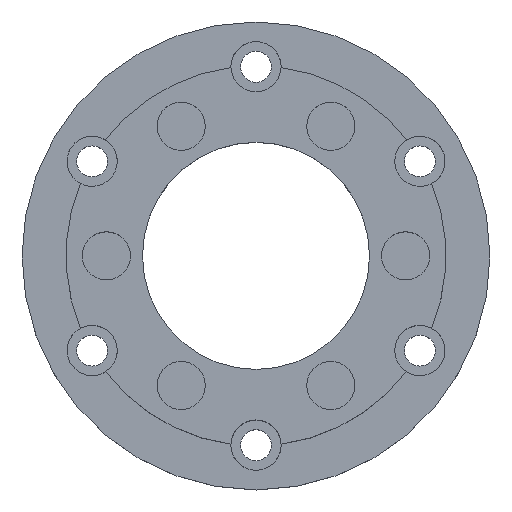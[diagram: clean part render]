
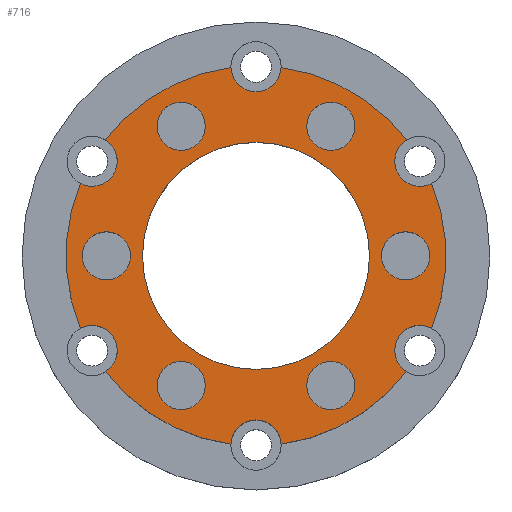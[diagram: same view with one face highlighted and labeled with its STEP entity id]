
A CAD part, top view. The second image highlights one B-rep face of the part: STEP entity #716.
In plain terms, the highlighted planar face has unit normal (0, 0, 1).
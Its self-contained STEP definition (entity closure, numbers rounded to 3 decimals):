
#23=FACE_BOUND('',#138,.T.);
#24=FACE_BOUND('',#139,.T.);
#25=FACE_BOUND('',#140,.T.);
#26=FACE_BOUND('',#141,.T.);
#27=FACE_BOUND('',#142,.T.);
#28=FACE_BOUND('',#143,.T.);
#29=FACE_BOUND('',#144,.T.);
#51=PLANE('',#831);
#86=FACE_OUTER_BOUND('',#137,.T.);
#137=EDGE_LOOP('',(#595,#596,#597,#598,#599,#600,#601,#602,#603,#604,#605,
#606,#607,#608));
#138=EDGE_LOOP('',(#609));
#139=EDGE_LOOP('',(#610));
#140=EDGE_LOOP('',(#611));
#141=EDGE_LOOP('',(#612));
#142=EDGE_LOOP('',(#613));
#143=EDGE_LOOP('',(#614));
#144=EDGE_LOOP('',(#615));
#227=CIRCLE('',#741,3.5);
#229=CIRCLE('',#745,3.5);
#231=CIRCLE('',#749,3.5);
#233=CIRCLE('',#753,3.5);
#235=CIRCLE('',#757,3.5);
#237=CIRCLE('',#761,3.5);
#271=CIRCLE('',#806,3.65);
#272=CIRCLE('',#808,27.6);
#273=CIRCLE('',#810,3.65);
#274=CIRCLE('',#812,27.6);
#275=CIRCLE('',#814,3.65);
#276=CIRCLE('',#816,27.6);
#277=CIRCLE('',#818,3.65);
#278=CIRCLE('',#820,27.6);
#279=CIRCLE('',#822,3.65);
#280=CIRCLE('',#823,3.65);
#281=CIRCLE('',#825,27.6);
#282=CIRCLE('',#827,3.65);
#283=CIRCLE('',#828,3.65);
#284=CIRCLE('',#830,27.6);
#285=CIRCLE('',#832,16.5);
#293=VERTEX_POINT('',#1104);
#295=VERTEX_POINT('',#1111);
#297=VERTEX_POINT('',#1118);
#299=VERTEX_POINT('',#1125);
#301=VERTEX_POINT('',#1132);
#303=VERTEX_POINT('',#1139);
#337=VERTEX_POINT('',#1220);
#338=VERTEX_POINT('',#1222);
#339=VERTEX_POINT('',#1227);
#340=VERTEX_POINT('',#1231);
#341=VERTEX_POINT('',#1236);
#342=VERTEX_POINT('',#1240);
#343=VERTEX_POINT('',#1245);
#344=VERTEX_POINT('',#1249);
#345=VERTEX_POINT('',#1254);
#346=VERTEX_POINT('',#1258);
#347=VERTEX_POINT('',#1261);
#348=VERTEX_POINT('',#1265);
#349=VERTEX_POINT('',#1269);
#350=VERTEX_POINT('',#1272);
#351=VERTEX_POINT('',#1278);
#359=EDGE_CURVE('',#293,#293,#227,.T.);
#362=EDGE_CURVE('',#295,#295,#229,.T.);
#365=EDGE_CURVE('',#297,#297,#231,.T.);
#368=EDGE_CURVE('',#299,#299,#233,.T.);
#371=EDGE_CURVE('',#301,#301,#235,.T.);
#374=EDGE_CURVE('',#303,#303,#237,.T.);
#411=EDGE_CURVE('',#338,#337,#271,.T.);
#414=EDGE_CURVE('',#339,#338,#272,.T.);
#416=EDGE_CURVE('',#340,#339,#273,.T.);
#419=EDGE_CURVE('',#341,#340,#274,.T.);
#421=EDGE_CURVE('',#342,#341,#275,.T.);
#424=EDGE_CURVE('',#343,#342,#276,.T.);
#426=EDGE_CURVE('',#344,#343,#277,.T.);
#429=EDGE_CURVE('',#345,#344,#278,.T.);
#431=EDGE_CURVE('',#346,#345,#279,.T.);
#433=EDGE_CURVE('',#347,#346,#280,.T.);
#435=EDGE_CURVE('',#348,#347,#281,.T.);
#437=EDGE_CURVE('',#349,#348,#282,.T.);
#439=EDGE_CURVE('',#350,#349,#283,.T.);
#441=EDGE_CURVE('',#337,#350,#284,.T.);
#442=EDGE_CURVE('',#351,#351,#285,.T.);
#595=ORIENTED_EDGE('',*,*,#441,.T.);
#596=ORIENTED_EDGE('',*,*,#439,.T.);
#597=ORIENTED_EDGE('',*,*,#437,.T.);
#598=ORIENTED_EDGE('',*,*,#435,.T.);
#599=ORIENTED_EDGE('',*,*,#433,.T.);
#600=ORIENTED_EDGE('',*,*,#431,.T.);
#601=ORIENTED_EDGE('',*,*,#429,.T.);
#602=ORIENTED_EDGE('',*,*,#426,.T.);
#603=ORIENTED_EDGE('',*,*,#424,.T.);
#604=ORIENTED_EDGE('',*,*,#421,.T.);
#605=ORIENTED_EDGE('',*,*,#419,.T.);
#606=ORIENTED_EDGE('',*,*,#416,.T.);
#607=ORIENTED_EDGE('',*,*,#414,.T.);
#608=ORIENTED_EDGE('',*,*,#411,.T.);
#609=ORIENTED_EDGE('',*,*,#359,.T.);
#610=ORIENTED_EDGE('',*,*,#362,.T.);
#611=ORIENTED_EDGE('',*,*,#365,.T.);
#612=ORIENTED_EDGE('',*,*,#368,.T.);
#613=ORIENTED_EDGE('',*,*,#371,.T.);
#614=ORIENTED_EDGE('',*,*,#374,.T.);
#615=ORIENTED_EDGE('',*,*,#442,.T.);
#716=ADVANCED_FACE('',(#86,#23,#24,#25,#26,#27,#28,#29),#51,.T.);
#741=AXIS2_PLACEMENT_3D('',#1105,#853,#854);
#745=AXIS2_PLACEMENT_3D('',#1112,#862,#863);
#749=AXIS2_PLACEMENT_3D('',#1119,#871,#872);
#753=AXIS2_PLACEMENT_3D('',#1126,#880,#881);
#757=AXIS2_PLACEMENT_3D('',#1133,#889,#890);
#761=AXIS2_PLACEMENT_3D('',#1140,#898,#899);
#806=AXIS2_PLACEMENT_3D('',#1223,#991,#992);
#808=AXIS2_PLACEMENT_3D('',#1228,#997,#998);
#810=AXIS2_PLACEMENT_3D('',#1232,#1002,#1003);
#812=AXIS2_PLACEMENT_3D('',#1237,#1008,#1009);
#814=AXIS2_PLACEMENT_3D('',#1241,#1013,#1014);
#816=AXIS2_PLACEMENT_3D('',#1246,#1019,#1020);
#818=AXIS2_PLACEMENT_3D('',#1250,#1024,#1025);
#820=AXIS2_PLACEMENT_3D('',#1255,#1030,#1031);
#822=AXIS2_PLACEMENT_3D('',#1259,#1035,#1036);
#823=AXIS2_PLACEMENT_3D('',#1262,#1038,#1039);
#825=AXIS2_PLACEMENT_3D('',#1266,#1043,#1044);
#827=AXIS2_PLACEMENT_3D('',#1270,#1048,#1049);
#828=AXIS2_PLACEMENT_3D('',#1273,#1051,#1052);
#830=AXIS2_PLACEMENT_3D('',#1276,#1056,#1057);
#831=AXIS2_PLACEMENT_3D('',#1277,#1058,#1059);
#832=AXIS2_PLACEMENT_3D('',#1279,#1060,#1061);
#853=DIRECTION('center_axis',(0.,0.,-1.));
#854=DIRECTION('ref_axis',(-1.,0.,0.));
#862=DIRECTION('center_axis',(0.,0.,-1.));
#863=DIRECTION('ref_axis',(-1.,0.,0.));
#871=DIRECTION('center_axis',(0.,0.,-1.));
#872=DIRECTION('ref_axis',(-1.,0.,0.));
#880=DIRECTION('center_axis',(0.,0.,-1.));
#881=DIRECTION('ref_axis',(-1.,0.,0.));
#889=DIRECTION('center_axis',(0.,0.,-1.));
#890=DIRECTION('ref_axis',(-1.,0.,0.));
#898=DIRECTION('center_axis',(0.,0.,-1.));
#899=DIRECTION('ref_axis',(-1.,0.,0.));
#991=DIRECTION('center_axis',(0.,0.,-1.));
#992=DIRECTION('ref_axis',(1.,0.,0.));
#997=DIRECTION('center_axis',(0.,0.,1.));
#998=DIRECTION('ref_axis',(1.,0.,0.));
#1002=DIRECTION('center_axis',(0.,0.,-1.));
#1003=DIRECTION('ref_axis',(1.,0.,0.));
#1008=DIRECTION('center_axis',(0.,0.,1.));
#1009=DIRECTION('ref_axis',(1.,0.,0.));
#1013=DIRECTION('center_axis',(0.,0.,-1.));
#1014=DIRECTION('ref_axis',(1.,0.,0.));
#1019=DIRECTION('center_axis',(0.,0.,1.));
#1020=DIRECTION('ref_axis',(1.,0.,0.));
#1024=DIRECTION('center_axis',(0.,0.,-1.));
#1025=DIRECTION('ref_axis',(1.,0.,0.));
#1030=DIRECTION('center_axis',(0.,0.,1.));
#1031=DIRECTION('ref_axis',(1.,0.,0.));
#1035=DIRECTION('center_axis',(0.,0.,-1.));
#1036=DIRECTION('ref_axis',(1.,0.,0.));
#1038=DIRECTION('center_axis',(0.,0.,-1.));
#1039=DIRECTION('ref_axis',(1.,0.,0.));
#1043=DIRECTION('center_axis',(0.,0.,1.));
#1044=DIRECTION('ref_axis',(1.,0.,0.));
#1048=DIRECTION('center_axis',(0.,0.,-1.));
#1049=DIRECTION('ref_axis',(1.,0.,0.));
#1051=DIRECTION('center_axis',(0.,0.,-1.));
#1052=DIRECTION('ref_axis',(1.,0.,0.));
#1056=DIRECTION('center_axis',(0.,0.,1.));
#1057=DIRECTION('ref_axis',(1.,0.,0.));
#1058=DIRECTION('center_axis',(0.,0.,1.));
#1059=DIRECTION('ref_axis',(1.,0.,0.));
#1060=DIRECTION('center_axis',(0.,0.,-1.));
#1061=DIRECTION('ref_axis',(1.,0.,0.));
#1104=CARTESIAN_POINT('',(14.375,-18.836,10.));
#1105=CARTESIAN_POINT('Origin',(10.875,-18.836,10.));
#1111=CARTESIAN_POINT('',(-7.375,18.836,10.));
#1112=CARTESIAN_POINT('Origin',(-10.875,18.836,10.));
#1118=CARTESIAN_POINT('',(-7.375,-18.836,10.));
#1119=CARTESIAN_POINT('Origin',(-10.875,-18.836,10.));
#1125=CARTESIAN_POINT('',(25.25,0.,10.));
#1126=CARTESIAN_POINT('Origin',(21.75,0.,10.));
#1132=CARTESIAN_POINT('',(14.375,18.836,10.));
#1133=CARTESIAN_POINT('Origin',(10.875,18.836,10.));
#1139=CARTESIAN_POINT('',(-18.25,0.,10.));
#1140=CARTESIAN_POINT('Origin',(-21.75,0.,10.));
#1220=CARTESIAN_POINT('',(3.647,-27.358,10.));
#1222=CARTESIAN_POINT('',(-3.647,-27.358,10.));
#1223=CARTESIAN_POINT('Origin',(0.,-27.5,10.));
#1227=CARTESIAN_POINT('',(-21.869,-16.838,10.));
#1228=CARTESIAN_POINT('Origin',(0.,0.,10.));
#1231=CARTESIAN_POINT('',(-25.516,-10.52,10.));
#1232=CARTESIAN_POINT('Origin',(-23.816,-13.75,10.));
#1236=CARTESIAN_POINT('',(-25.516,10.52,10.));
#1237=CARTESIAN_POINT('Origin',(0.,0.,10.));
#1240=CARTESIAN_POINT('',(-21.869,16.838,10.));
#1241=CARTESIAN_POINT('Origin',(-23.816,13.75,10.));
#1245=CARTESIAN_POINT('',(-3.647,27.358,10.));
#1246=CARTESIAN_POINT('Origin',(0.,0.,10.));
#1249=CARTESIAN_POINT('',(3.647,27.358,10.));
#1250=CARTESIAN_POINT('Origin',(0.,27.5,10.));
#1254=CARTESIAN_POINT('',(21.869,16.838,10.));
#1255=CARTESIAN_POINT('Origin',(0.,0.,10.));
#1258=CARTESIAN_POINT('',(20.166,13.75,10.));
#1259=CARTESIAN_POINT('Origin',(23.816,13.75,10.));
#1261=CARTESIAN_POINT('',(25.516,10.52,10.));
#1262=CARTESIAN_POINT('Origin',(23.816,13.75,10.));
#1265=CARTESIAN_POINT('',(25.516,-10.52,10.));
#1266=CARTESIAN_POINT('Origin',(0.,0.,10.));
#1269=CARTESIAN_POINT('',(20.166,-13.75,10.));
#1270=CARTESIAN_POINT('Origin',(23.816,-13.75,10.));
#1272=CARTESIAN_POINT('',(21.869,-16.838,10.));
#1273=CARTESIAN_POINT('Origin',(23.816,-13.75,10.));
#1276=CARTESIAN_POINT('Origin',(0.,0.,10.));
#1277=CARTESIAN_POINT('Origin',(0.,0.,10.));
#1278=CARTESIAN_POINT('',(-16.5,0.,10.));
#1279=CARTESIAN_POINT('Origin',(0.,0.,
10.));
